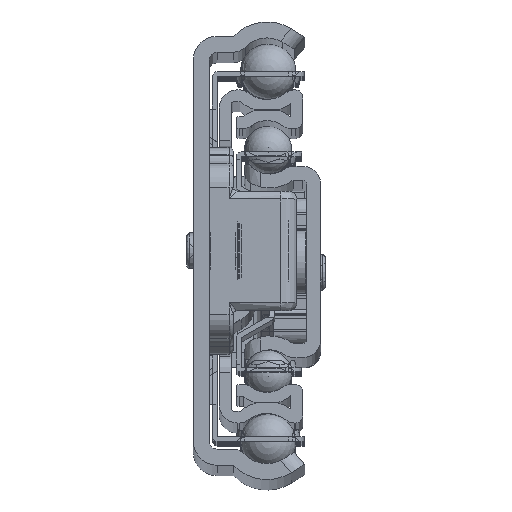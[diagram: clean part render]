
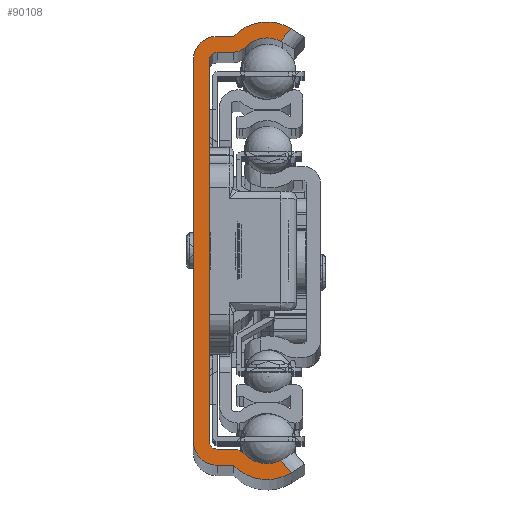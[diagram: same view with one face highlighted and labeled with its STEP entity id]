
A CAD part, top view. The second image highlights one B-rep face of the part: STEP entity #90108.
In plain terms, the highlighted planar face has unit normal (0, 0, 1).
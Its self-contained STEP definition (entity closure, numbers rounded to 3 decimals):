
#5561=PLANE('',#95256);
#8148=LINE('',#129206,#14821);
#8170=LINE('',#129294,#14843);
#8178=LINE('',#129340,#14851);
#8189=LINE('',#129400,#14862);
#8193=LINE('',#129412,#14866);
#8197=LINE('',#129424,#14870);
#8202=LINE('',#129441,#14875);
#8206=LINE('',#129455,#14879);
#14821=VECTOR('',#104252,10.);
#14843=VECTOR('',#104340,10.);
#14851=VECTOR('',#104370,10.);
#14862=VECTOR('',#104417,10.);
#14866=VECTOR('',#104429,10.);
#14870=VECTOR('',#104441,10.);
#14875=VECTOR('',#104462,10.);
#14879=VECTOR('',#104480,10.);
#22496=FACE_OUTER_BOUND('',#27090,.T.);
#27090=EDGE_LOOP('',(#60413,#60414,#60415,#60416,#60417,#60418,#60419,#60420,
#60421,#60422,#60423,#60424,#60425,#60426,#60427,#60428,#60429,#60430));
#31854=CIRCLE('',#95208,5.8);
#31856=CIRCLE('',#95217,3.8);
#31857=CIRCLE('',#95227,3.8);
#31859=CIRCLE('',#95230,2.);
#31861=CIRCLE('',#95234,1.);
#31863=CIRCLE('',#95238,1.);
#31865=CIRCLE('',#95242,2.);
#31867=CIRCLE('',#95246,5.8);
#31869=CIRCLE('',#95250,3.);
#31871=CIRCLE('',#95253,3.);
#35566=VERTEX_POINT('',#129204);
#35567=VERTEX_POINT('',#129205);
#35595=VERTEX_POINT('',#129288);
#35596=VERTEX_POINT('',#129293);
#35603=VERTEX_POINT('',#129315);
#35610=VERTEX_POINT('',#129334);
#35611=VERTEX_POINT('',#129339);
#35615=VERTEX_POINT('',#129355);
#35622=VERTEX_POINT('',#129387);
#35624=VERTEX_POINT('',#129393);
#35626=VERTEX_POINT('',#129399);
#35628=VERTEX_POINT('',#129405);
#35630=VERTEX_POINT('',#129411);
#35632=VERTEX_POINT('',#129417);
#35634=VERTEX_POINT('',#129423);
#35636=VERTEX_POINT('',#129434);
#35638=VERTEX_POINT('',#129440);
#35640=VERTEX_POINT('',#129449);
#45227=EDGE_CURVE('',#35566,#35567,#8148,.T.);
#45270=EDGE_CURVE('',#35595,#35596,#8170,.T.);
#45279=EDGE_CURVE('',#35603,#35595,#31854,.T.);
#45288=EDGE_CURVE('',#35610,#35611,#8178,.T.);
#45294=EDGE_CURVE('',#35615,#35610,#31856,.T.);
#45306=EDGE_CURVE('',#35596,#35622,#31857,.T.);
#45309=EDGE_CURVE('',#35622,#35624,#31859,.T.);
#45312=EDGE_CURVE('',#35624,#35626,#8189,.T.);
#45315=EDGE_CURVE('',#35626,#35628,#31861,.T.);
#45318=EDGE_CURVE('',#35628,#35630,#8193,.T.);
#45321=EDGE_CURVE('',#35630,#35632,#31863,.T.);
#45324=EDGE_CURVE('',#35632,#35634,#8197,.T.);
#45327=EDGE_CURVE('',#35634,#35615,#31865,.T.);
#45330=EDGE_CURVE('',#35611,#35636,#31867,.T.);
#45333=EDGE_CURVE('',#35636,#35638,#8202,.T.);
#45336=EDGE_CURVE('',#35638,#35566,#31869,.T.);
#45338=EDGE_CURVE('',#35567,#35640,#31871,.T.);
#45341=EDGE_CURVE('',#35640,#35603,#8206,.T.);
#60413=ORIENTED_EDGE('',*,*,#45270,.F.);
#60414=ORIENTED_EDGE('',*,*,#45279,.F.);
#60415=ORIENTED_EDGE('',*,*,#45341,.F.);
#60416=ORIENTED_EDGE('',*,*,#45338,.F.);
#60417=ORIENTED_EDGE('',*,*,#45227,.F.);
#60418=ORIENTED_EDGE('',*,*,#45336,.F.);
#60419=ORIENTED_EDGE('',*,*,#45333,.F.);
#60420=ORIENTED_EDGE('',*,*,#45330,.F.);
#60421=ORIENTED_EDGE('',*,*,#45288,.F.);
#60422=ORIENTED_EDGE('',*,*,#45294,.F.);
#60423=ORIENTED_EDGE('',*,*,#45327,.F.);
#60424=ORIENTED_EDGE('',*,*,#45324,.F.);
#60425=ORIENTED_EDGE('',*,*,#45321,.F.);
#60426=ORIENTED_EDGE('',*,*,#45318,.F.);
#60427=ORIENTED_EDGE('',*,*,#45315,.F.);
#60428=ORIENTED_EDGE('',*,*,#45312,.F.);
#60429=ORIENTED_EDGE('',*,*,#45309,.F.);
#60430=ORIENTED_EDGE('',*,*,#45306,.F.);
#90108=ADVANCED_FACE('',(#22496),#5561,.T.);
#95208=AXIS2_PLACEMENT_3D('',#129317,#104352,#104353);
#95217=AXIS2_PLACEMENT_3D('',#129357,#104377,#104378);
#95227=AXIS2_PLACEMENT_3D('',#129388,#104403,#104404);
#95230=AXIS2_PLACEMENT_3D('',#129394,#104410,#104411);
#95234=AXIS2_PLACEMENT_3D('',#129406,#104422,#104423);
#95238=AXIS2_PLACEMENT_3D('',#129418,#104434,#104435);
#95242=AXIS2_PLACEMENT_3D('',#129429,#104446,#104447);
#95246=AXIS2_PLACEMENT_3D('',#129435,#104455,#104456);
#95250=AXIS2_PLACEMENT_3D('',#129446,#104467,#104468);
#95253=AXIS2_PLACEMENT_3D('',#129450,#104473,#104474);
#95256=AXIS2_PLACEMENT_3D('',#129457,#104482,#104483);
#104252=DIRECTION('',(0.,1.,0.));
#104340=DIRECTION('',(-0.653,-0.757,0.));
#104352=DIRECTION('center_axis',(0.,0.,-1.));
#104353=DIRECTION('ref_axis',(-0.525,-0.851,0.));
#104370=DIRECTION('',(0.653,-0.757,0.));
#104377=DIRECTION('center_axis',(0.,0.,1.));
#104378=DIRECTION('ref_axis',(-0.724,-0.69,0.));
#104403=DIRECTION('center_axis',(0.,0.,1.));
#104404=DIRECTION('ref_axis',(0.525,0.851,0.));
#104410=DIRECTION('center_axis',(0.,0.,-1.));
#104411=DIRECTION('ref_axis',(0.,1.,0.));
#104417=DIRECTION('',(-1.,0.,0.));
#104422=DIRECTION('center_axis',(0.,0.,1.));
#104423=DIRECTION('ref_axis',(0.,1.,0.));
#104429=DIRECTION('',(0.,-1.,0.));
#104434=DIRECTION('center_axis',(0.,0.,1.));
#104435=DIRECTION('ref_axis',(-1.,0.,0.));
#104441=DIRECTION('',(1.,0.,0.));
#104446=DIRECTION('center_axis',(0.,0.,-1.));
#104447=DIRECTION('ref_axis',(-0.724,-0.69,0.));
#104455=DIRECTION('center_axis',(0.,0.,-1.));
#104456=DIRECTION('ref_axis',(0.724,0.69,0.));
#104462=DIRECTION('',(-1.,0.,0.));
#104467=DIRECTION('center_axis',(0.,0.,-1.));
#104468=DIRECTION('ref_axis',(1.,0.,0.));
#104473=DIRECTION('center_axis',(0.,0.,-1.));
#104474=DIRECTION('ref_axis',(0.,-1.,0.));
#104480=DIRECTION('',(1.,0.,0.));
#104482=DIRECTION('center_axis',(0.,0.,1.));
#104483=DIRECTION('ref_axis',(1.,0.,0.));
#129204=CARTESIAN_POINT('',(-9.25,-23.9,750.));
#129205=CARTESIAN_POINT('',(-9.25,23.9,750.));
#129206=CARTESIAN_POINT('',(-9.25,-23.9,750.));
#129288=CARTESIAN_POINT('',(3.027,27.848,750.));
#129293=CARTESIAN_POINT('',(1.693,26.302,750.));
#129294=CARTESIAN_POINT('',(-5.642,17.798,750.));
#129315=CARTESIAN_POINT('',(-4.2,26.9,750.));
#129317=CARTESIAN_POINT('Origin',(0.,22.9,
750.));
#129334=CARTESIAN_POINT('',(1.693,-26.302,750.));
#129339=CARTESIAN_POINT('',(3.027,-27.848,750.));
#129340=CARTESIAN_POINT('',(-6.304,-17.031,750.));
#129355=CARTESIAN_POINT('',(-2.752,-25.521,750.));
#129357=CARTESIAN_POINT('Origin',(0.,-22.9,
750.));
#129387=CARTESIAN_POINT('',(-2.752,25.521,750.));
#129388=CARTESIAN_POINT('Origin',(0.,22.9,
750.));
#129393=CARTESIAN_POINT('',(-4.2,24.9,750.));
#129394=CARTESIAN_POINT('Origin',(-4.2,26.9,750.));
#129399=CARTESIAN_POINT('',(-6.25,24.9,750.));
#129400=CARTESIAN_POINT('',(-4.2,24.9,750.));
#129405=CARTESIAN_POINT('',(-7.25,23.9,750.));
#129406=CARTESIAN_POINT('Origin',(-6.25,23.9,750.));
#129411=CARTESIAN_POINT('',(-7.25,-23.9,750.));
#129412=CARTESIAN_POINT('',(-7.25,23.9,750.));
#129417=CARTESIAN_POINT('',(-6.25,-24.9,750.));
#129418=CARTESIAN_POINT('Origin',(-6.25,-23.9,750.));
#129423=CARTESIAN_POINT('',(-4.2,-24.9,750.));
#129424=CARTESIAN_POINT('',(-6.25,-24.9,750.));
#129429=CARTESIAN_POINT('Origin',(-4.2,-26.9,750.));
#129434=CARTESIAN_POINT('',(-4.2,-26.9,750.));
#129435=CARTESIAN_POINT('Origin',(0.,-22.9,
750.));
#129440=CARTESIAN_POINT('',(-6.25,-26.9,750.));
#129441=CARTESIAN_POINT('',(-4.2,-26.9,750.));
#129446=CARTESIAN_POINT('Origin',(-6.25,-23.9,750.));
#129449=CARTESIAN_POINT('',(-6.25,26.9,750.));
#129450=CARTESIAN_POINT('Origin',(-6.25,23.9,750.));
#129455=CARTESIAN_POINT('',(-6.25,26.9,750.));
#129457=CARTESIAN_POINT('Origin',(-5.819,0.,
750.));
